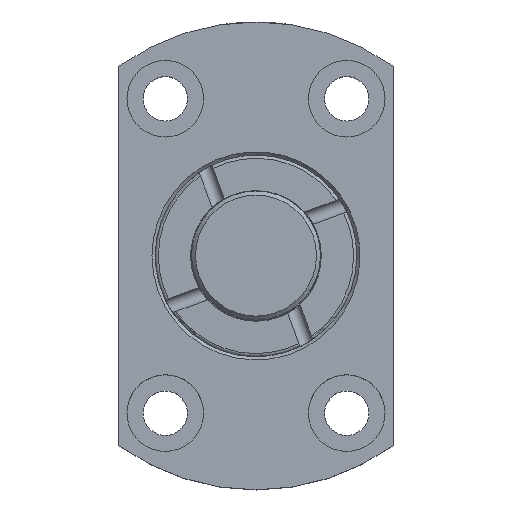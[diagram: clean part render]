
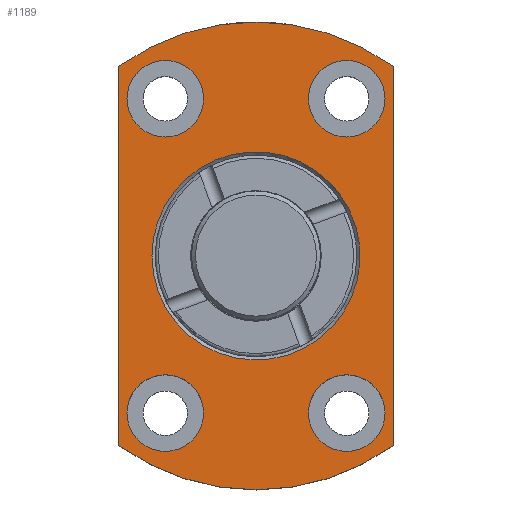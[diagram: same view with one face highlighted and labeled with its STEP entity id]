
A CAD part, top view. The second image highlights one B-rep face of the part: STEP entity #1189.
In plain terms, the highlighted planar face has unit normal (0, 0, 1).
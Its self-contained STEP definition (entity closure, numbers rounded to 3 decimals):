
#44=PLANE('',#1332);
#104=CIRCLE('',#1253,29.);
#151=CIRCLE('',#1330,29.);
#153=CIRCLE('',#1333,12.9);
#154=CIRCLE('',#1334,4.75);
#155=CIRCLE('',#1335,4.75);
#156=CIRCLE('',#1336,4.75);
#157=CIRCLE('',#1337,4.75);
#313=ORIENTED_EDGE('',*,*,#623,.T.);
#314=ORIENTED_EDGE('',*,*,#514,.F.);
#315=ORIENTED_EDGE('',*,*,#624,.T.);
#316=ORIENTED_EDGE('',*,*,#619,.F.);
#317=ORIENTED_EDGE('',*,*,#625,.T.);
#318=ORIENTED_EDGE('',*,*,#626,.T.);
#319=ORIENTED_EDGE('',*,*,#627,.T.);
#320=ORIENTED_EDGE('',*,*,#628,.T.);
#321=ORIENTED_EDGE('',*,*,#629,.T.);
#514=EDGE_CURVE('',#679,#680,#104,.T.);
#619=EDGE_CURVE('',#752,#753,#151,.T.);
#623=EDGE_CURVE('',#756,#756,#153,.T.);
#624=EDGE_CURVE('',#679,#753,#817,.T.);
#625=EDGE_CURVE('',#752,#680,#818,.T.);
#626=EDGE_CURVE('',#757,#757,#154,.T.);
#627=EDGE_CURVE('',#758,#758,#155,.T.);
#628=EDGE_CURVE('',#759,#759,#156,.T.);
#629=EDGE_CURVE('',#760,#760,#157,.T.);
#679=VERTEX_POINT('',#1780);
#680=VERTEX_POINT('',#1782);
#752=VERTEX_POINT('',#2147);
#753=VERTEX_POINT('',#2148);
#756=VERTEX_POINT('',#2156);
#757=VERTEX_POINT('',#2160);
#758=VERTEX_POINT('',#2162);
#759=VERTEX_POINT('',#2164);
#760=VERTEX_POINT('',#2166);
#817=LINE('',#2157,#859);
#818=LINE('',#2158,#860);
#859=VECTOR('',#1606,1000.);
#860=VECTOR('',#1607,1000.);
#910=EDGE_LOOP('',(#313));
#911=EDGE_LOOP('',(#314,#315,#316,#317));
#912=EDGE_LOOP('',(#318));
#913=EDGE_LOOP('',(#319));
#914=EDGE_LOOP('',(#320));
#915=EDGE_LOOP('',(#321));
#1032=FACE_BOUND('',#910,.T.);
#1033=FACE_BOUND('',#911,.T.);
#1034=FACE_BOUND('',#912,.T.);
#1035=FACE_BOUND('',#913,.T.);
#1036=FACE_BOUND('',#914,.T.);
#1037=FACE_BOUND('',#915,.T.);
#1189=ADVANCED_FACE('',(#1032,#1033,#1034,#1035,#1036,#1037),#44,.T.);
#1253=AXIS2_PLACEMENT_3D('',#1781,#1417,#1418);
#1330=AXIS2_PLACEMENT_3D('',#2146,#1596,#1597);
#1332=AXIS2_PLACEMENT_3D('',#2154,#1602,#1603);
#1333=AXIS2_PLACEMENT_3D('',#2155,#1604,#1605);
#1334=AXIS2_PLACEMENT_3D('',#2159,#1608,#1609);
#1335=AXIS2_PLACEMENT_3D('',#2161,#1610,#1611);
#1336=AXIS2_PLACEMENT_3D('',#2163,#1612,#1613);
#1337=AXIS2_PLACEMENT_3D('',#2165,#1614,#1615);
#1417=DIRECTION('',(0.,0.,-1.));
#1418=DIRECTION('',(-1.,0.,0.));
#1596=DIRECTION('',(0.,0.,-1.));
#1597=DIRECTION('',(-1.,0.,0.));
#1602=DIRECTION('',(0.,0.,1.));
#1603=DIRECTION('',(1.,0.,0.));
#1604=DIRECTION('',(0.,0.,-1.));
#1605=DIRECTION('',(-1.,0.,0.));
#1606=DIRECTION('',(0.,-1.,0.));
#1607=DIRECTION('',(0.,1.,0.));
#1608=DIRECTION('',(0.,0.,-1.));
#1609=DIRECTION('',(-1.,0.,0.));
#1610=DIRECTION('',(0.,0.,-1.));
#1611=DIRECTION('',(-1.,0.,0.));
#1612=DIRECTION('',(0.,0.,-1.));
#1613=DIRECTION('',(-1.,0.,0.));
#1614=DIRECTION('',(0.,0.,-1.));
#1615=DIRECTION('',(-1.,0.,0.));
#1780=CARTESIAN_POINT('',(-17.,23.495,57.));
#1781=CARTESIAN_POINT('',(0.,0.,57.));
#1782=CARTESIAN_POINT('',(17.,23.495,57.));
#2146=CARTESIAN_POINT('',(0.,0.,57.));
#2147=CARTESIAN_POINT('',(17.,-23.495,57.));
#2148=CARTESIAN_POINT('',(-17.,-23.495,57.));
#2154=CARTESIAN_POINT('',(0.,29.,57.));
#2155=CARTESIAN_POINT('',(0.,0.,57.));
#2156=CARTESIAN_POINT('',(-12.9,0.,57.));
#2157=CARTESIAN_POINT('',(-17.,34.,57.));
#2158=CARTESIAN_POINT('',(17.,-34.,57.));
#2159=CARTESIAN_POINT('',(-11.25,19.486,57.));
#2160=CARTESIAN_POINT('',(-16.,19.486,57.));
#2161=CARTESIAN_POINT('',(-11.25,-19.486,57.));
#2162=CARTESIAN_POINT('',(-16.,-19.486,57.));
#2163=CARTESIAN_POINT('',(11.25,-19.486,57.));
#2164=CARTESIAN_POINT('',(6.5,-19.486,57.));
#2165=CARTESIAN_POINT('',(11.25,19.486,57.));
#2166=CARTESIAN_POINT('',(6.5,19.486,57.));
